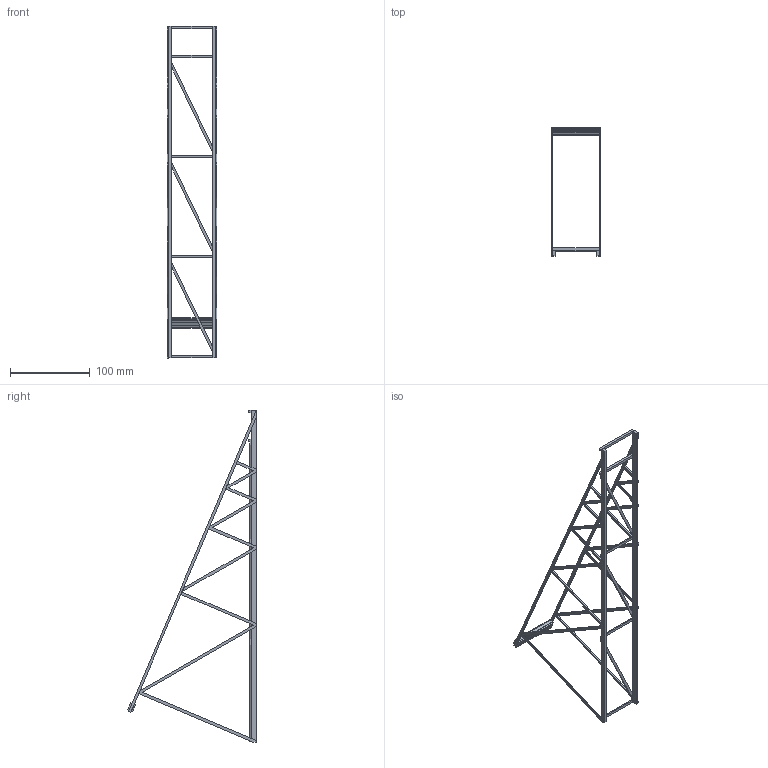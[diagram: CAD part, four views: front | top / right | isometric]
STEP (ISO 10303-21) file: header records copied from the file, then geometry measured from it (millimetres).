
FILE_DESCRIPTION (( 'STEP AP214' ), '1' );
FILE_NAME ('V2 1-1.STEP', '2019-02-18T02:55:39', ( '' ), ( '' ), 'SwSTEP 2.0', 'SolidWorks 2018', '' );
FILE_SCHEMA (( 'AUTOMOTIVE_DESIGN' ));
Length unit declared in the file: millimetre
Products named in the file (8): V2 1-1; Part7^V2 1-1; CompressionHorizontalBrace; CompressionBeam; Part6^V2 1-1; Part5^V2 1-1; Part2^V2 1-1; Part4^V2 1-1
Assembly tree (19 placements, depth 2):
  V2 1-1
    CompressionBeam  x2
    CompressionHorizontalBrace  x6
    Part4^V2 1-1
    Part5^V2 1-1  x2
    Part6^V2 1-1  x6
    Part7^V2 1-1  x2
  Part2^V2 1-1
Bounding box: 61.52 x 160.34 x 415 mm (x, y, z)
Volume: 36762.5 mm3; surface area: 51813.2 mm2
Topology: 19 solids, 19 shells, 180 faces, 426 edges, 284 vertices
Faces by surface type: plane 180
Entity records: 2670 total; most frequent: CARTESIAN_POINT 424, DIRECTION 393, ORIENTED_EDGE 390, EDGE_CURVE 195, VECTOR 195, LINE 195, VERTEX_POINT 130, AXIS2_PLACEMENT_3D 99
